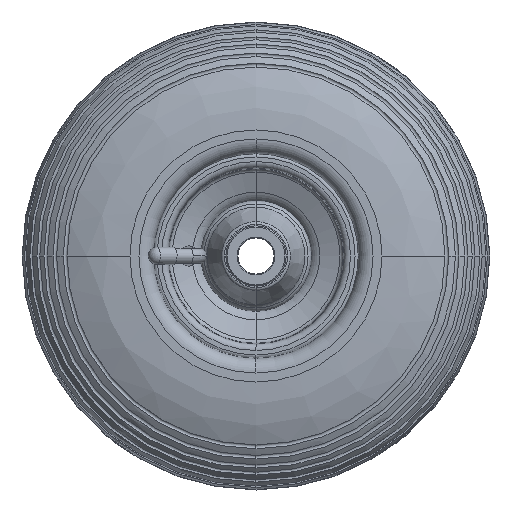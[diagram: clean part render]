
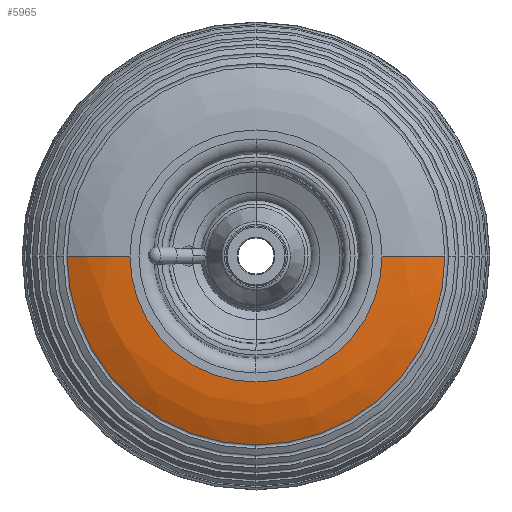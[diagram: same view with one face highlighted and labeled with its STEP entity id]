
A CAD part, left-side view. The second image highlights one B-rep face of the part: STEP entity #5965.
In plain terms, the highlighted free-form (B-spline) face has degree [3, 3] with [4, 4] control points.
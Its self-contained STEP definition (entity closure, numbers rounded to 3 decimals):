
#38 = CARTESIAN_POINT ( 'NONE',  ( -34.553, -104.935, 0. ) ) ;
#85 = CARTESIAN_POINT ( 'NONE',  ( -39.764, -94.663, -189.327 ) ) ;
#100 = AXIS2_PLACEMENT_3D ( 'NONE', #2881, #5518, #8222 ) ;
#134 = CARTESIAN_POINT ( 'NONE',  ( -34.553, 104.935, 0. ) ) ;
#176 = CARTESIAN_POINT ( 'NONE',  ( -39.764, -94.663, 0. ) ) ;
#310 = EDGE_CURVE ( 'NONE', #1610, #7969, #3423, .T. ) ;
#566 = DIRECTION ( 'NONE',  ( -1., 0., 0. ) ) ;
#748 = CARTESIAN_POINT ( 'NONE',  ( -39.764, 94.663, 0. ) ) ;
#790 = CARTESIAN_POINT ( 'NONE',  ( -42.5, 70., -140. ) ) ;
#849 = CARTESIAN_POINT ( 'NONE',  ( -42.5, 70., 0. ) ) ;
#924 = EDGE_LOOP ( 'NONE', ( #6260, #1243, #2769, #3242, #5442 ) ) ;
#933 = AXIS2_PLACEMENT_3D ( 'NONE', #2798, #566, #3392 ) ;
#1059 = CARTESIAN_POINT ( 'NONE',  ( -42.5, 70., 0. ) ) ;
#1243 = ORIENTED_EDGE ( 'NONE', *, *, #310, .T. ) ;
#1446 = CARTESIAN_POINT ( 'NONE',  ( -42.5, -82.634, -165.268 ) ) ;
#1610 = VERTEX_POINT ( 'NONE', #38 ) ;
#1644 = CIRCLE ( 'NONE', #100, 104.935 ) ;
#2102 = CARTESIAN_POINT ( 'NONE',  ( -42.5, 82.634, -165.268 ) ) ;
#2110 = CARTESIAN_POINT ( 'NONE',  ( -39.764, 94.663, 0. ) ) ;
#2233 = CARTESIAN_POINT ( 'NONE',  ( -42.5, -70., 0. ) ) ;
#2577 = CIRCLE ( 'NONE', #933, 70. ) ;
#2769 = ORIENTED_EDGE ( 'NONE', *, *, #8437, .F. ) ;
#2798 = CARTESIAN_POINT ( 'NONE',  ( -42.5, 0., 0. ) ) ;
#2881 = CARTESIAN_POINT ( 'NONE',  ( -34.553, 0., 0. ) ) ;
#3024 = CARTESIAN_POINT ( 'NONE',  ( -39.764, -94.663, 0. ) ) ;
#3242 = ORIENTED_EDGE ( 'NONE', *, *, #7481, .F. ) ;
#3392 = DIRECTION ( 'NONE',  ( 0., 0., 1. ) ) ;
#3396 = CARTESIAN_POINT ( 'NONE',  ( -34.553, 0., 0. ) ) ;
#3423 =( BOUNDED_CURVE ( )  B_SPLINE_CURVE ( 3, ( #5427, #3024, #5131, #5664 ),
 .UNSPECIFIED., .F., .F. ) 
 B_SPLINE_CURVE_WITH_KNOTS ( ( 4, 4 ),
 ( 4.091, 4.712 ),
 .UNSPECIFIED. ) 
 CURVE ( )  GEOMETRIC_REPRESENTATION_ITEM ( )  RATIONAL_B_SPLINE_CURVE ( ( 1., 0.968, 0.968, 1. ) ) 
 REPRESENTATION_ITEM ( '' )  );
#3987 = EDGE_CURVE ( 'NONE', #1610, #8267, #1644, .T. ) ;
#4060 = CARTESIAN_POINT ( 'NONE',  ( -42.5, 70., 0. ) ) ;
#4098 = CIRCLE ( 'NONE', #7889, 104.935 ) ;
#4160 = CARTESIAN_POINT ( 'NONE',  ( -34.553, 104.935, 0. ) ) ;
#4704 = CARTESIAN_POINT ( 'NONE',  ( -42.5, -70., 0. ) ) ;
#4722 = DIRECTION ( 'NONE',  ( 0., 0., 1. ) ) ;
#4745 = CARTESIAN_POINT ( 'NONE',  ( -34.553, -104.935, -209.87 ) ) ;
#4762 = EDGE_CURVE ( 'NONE', #8267, #5968, #4098, .T. ) ;
#4843 = CARTESIAN_POINT ( 'NONE',  ( -42.5, -70., -140. ) ) ;
#4999 = VERTEX_POINT ( 'NONE', #1059 ) ;
#5032 =( BOUNDED_SURFACE ( )  B_SPLINE_SURFACE ( 3, 3, ( 
 ( #8066, #6115, #4745, #6692 ),
 ( #748, #7489, #85, #176 ),
 ( #8201, #2102, #1446, #7436 ),
 ( #4060, #790, #4843, #2233 ) ),
 .UNSPECIFIED., .F., .F., .F. ) 
 B_SPLINE_SURFACE_WITH_KNOTS ( ( 4, 4 ),
 ( 4, 4 ),
 ( 0., 1. ),
 ( 0., 1. ),
 .UNSPECIFIED. ) 
 GEOMETRIC_REPRESENTATION_ITEM ( )  RATIONAL_B_SPLINE_SURFACE ( (
 ( 1., 0.333, 0.333, 1.),
 ( 0.968, 0.323, 0.323, 0.968),
 ( 0.968, 0.323, 0.323, 0.968),
 ( 1., 0.333, 0.333, 1.) ) ) 
 REPRESENTATION_ITEM ( '' )  SURFACE ( )  );
#5131 = CARTESIAN_POINT ( 'NONE',  ( -42.5, -82.634, 0. ) ) ;
#5427 = CARTESIAN_POINT ( 'NONE',  ( -34.553, -104.935, 0. ) ) ;
#5442 = ORIENTED_EDGE ( 'NONE', *, *, #4762, .F. ) ;
#5518 = DIRECTION ( 'NONE',  ( 1., 0., 0. ) ) ;
#5664 = CARTESIAN_POINT ( 'NONE',  ( -42.5, -70., 0. ) ) ;
#5961 = DIRECTION ( 'NONE',  ( 1., 0., 0. ) ) ;
#5965 = ADVANCED_FACE ( 'NONE', ( #8243 ), #5032, .F. ) ;
#5968 = VERTEX_POINT ( 'NONE', #134 ) ;
#5977 = CARTESIAN_POINT ( 'NONE',  ( -34.553, 0., -104.935 ) ) ;
#6115 = CARTESIAN_POINT ( 'NONE',  ( -34.553, 104.935, -209.87 ) ) ;
#6260 = ORIENTED_EDGE ( 'NONE', *, *, #3987, .F. ) ;
#6692 = CARTESIAN_POINT ( 'NONE',  ( -34.553, -104.935, 0. ) ) ;
#7436 = CARTESIAN_POINT ( 'NONE',  ( -42.5, -82.634, 0. ) ) ;
#7441 =( BOUNDED_CURVE ( )  B_SPLINE_CURVE ( 3, ( #4160, #2110, #8117, #849 ),
 .UNSPECIFIED., .F., .F. ) 
 B_SPLINE_CURVE_WITH_KNOTS ( ( 4, 4 ),
 ( 4.091, 4.712 ),
 .UNSPECIFIED. ) 
 CURVE ( )  GEOMETRIC_REPRESENTATION_ITEM ( )  RATIONAL_B_SPLINE_CURVE ( ( 1., 0.968, 0.968, 1. ) ) 
 REPRESENTATION_ITEM ( '' )  );
#7481 = EDGE_CURVE ( 'NONE', #5968, #4999, #7441, .T. ) ;
#7489 = CARTESIAN_POINT ( 'NONE',  ( -39.764, 94.663, -189.327 ) ) ;
#7889 = AXIS2_PLACEMENT_3D ( 'NONE', #3396, #5961, #4722 ) ;
#7969 = VERTEX_POINT ( 'NONE', #4704 ) ;
#8066 = CARTESIAN_POINT ( 'NONE',  ( -34.553, 104.935, 0. ) ) ;
#8117 = CARTESIAN_POINT ( 'NONE',  ( -42.5, 82.634, 0. ) ) ;
#8201 = CARTESIAN_POINT ( 'NONE',  ( -42.5, 82.634, 0. ) ) ;
#8222 = DIRECTION ( 'NONE',  ( 0., 0., 1. ) ) ;
#8243 = FACE_OUTER_BOUND ( 'NONE', #924, .T. ) ;
#8267 = VERTEX_POINT ( 'NONE', #5977 ) ;
#8437 = EDGE_CURVE ( 'NONE', #4999, #7969, #2577, .T. ) ;
